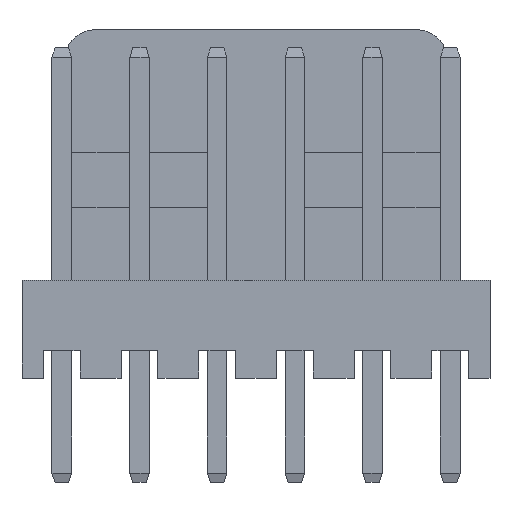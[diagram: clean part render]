
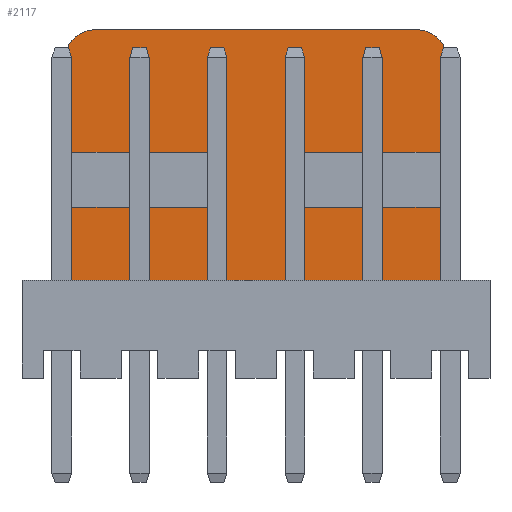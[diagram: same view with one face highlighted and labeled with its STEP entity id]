
A CAD part, top view. The second image highlights one B-rep face of the part: STEP entity #2117.
In plain terms, the highlighted planar face has unit normal (0, 0, 1).
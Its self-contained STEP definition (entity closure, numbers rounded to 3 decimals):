
#139=DIRECTION('',(1.,0.,0.));
#140=VECTOR('',#139,12.5);
#141=CARTESIAN_POINT('',(-6.25,0.,0.85));
#142=LINE('',#141,#140);
#251=DIRECTION('',(0.,-1.,0.));
#252=VECTOR('',#251,1.8);
#253=CARTESIAN_POINT('',(1.45,4.2,0.85));
#254=LINE('',#253,#252);
#255=DIRECTION('',(-1.,0.,0.));
#256=VECTOR('',#255,4.8);
#257=CARTESIAN_POINT('',(6.25,2.4,0.85));
#258=LINE('',#257,#256);
#259=DIRECTION('',(0.,1.,0.));
#260=VECTOR('',#259,2.4);
#261=CARTESIAN_POINT('',(6.25,0.,0.85));
#262=LINE('',#261,#260);
#263=DIRECTION('',(0.,-1.,0.));
#264=VECTOR('',#263,2.4);
#265=CARTESIAN_POINT('',(-6.25,2.4,0.85));
#266=LINE('',#265,#264);
#267=DIRECTION('',(1.,0.,0.));
#268=VECTOR('',#267,4.8);
#269=CARTESIAN_POINT('',(-6.25,2.4,0.85));
#270=LINE('',#269,#268);
#271=DIRECTION('',(0.,1.,0.));
#272=VECTOR('',#271,1.8);
#273=CARTESIAN_POINT('',(-1.45,2.4,0.85));
#274=LINE('',#273,#272);
#275=DIRECTION('',(1.,0.,0.));
#276=VECTOR('',#275,4.8);
#277=CARTESIAN_POINT('',(-6.25,4.2,0.85));
#278=LINE('',#277,#276);
#279=DIRECTION('',(0.,-1.,0.));
#280=VECTOR('',#279,3.);
#281=CARTESIAN_POINT('',(-6.25,7.2,0.85));
#282=LINE('',#281,#280);
#283=CARTESIAN_POINT('',(-5.25,7.2,0.85));
#284=DIRECTION('',(0.,0.,1.));
#285=DIRECTION('',(0.,1.,0.));
#286=AXIS2_PLACEMENT_3D('',#283,#284,#285);
#288=DIRECTION('',(-1.,0.,0.));
#289=VECTOR('',#288,10.5);
#290=CARTESIAN_POINT('',(5.25,8.2,0.85));
#291=LINE('',#290,#289);
#292=CARTESIAN_POINT('',(5.25,7.2,0.85));
#293=DIRECTION('',(0.,0.,1.));
#294=DIRECTION('',(1.,0.,0.));
#295=AXIS2_PLACEMENT_3D('',#292,#293,#294);
#297=DIRECTION('',(0.,1.,0.));
#298=VECTOR('',#297,3.);
#299=CARTESIAN_POINT('',(6.25,4.2,0.85));
#300=LINE('',#299,#298);
#301=DIRECTION('',(-1.,0.,0.));
#302=VECTOR('',#301,4.8);
#303=CARTESIAN_POINT('',(6.25,4.2,0.85));
#304=LINE('',#303,#302);
#1589=CARTESIAN_POINT('',(6.25,7.2,0.85));
#1590=CARTESIAN_POINT('',(5.25,8.2,0.85));
#1591=VERTEX_POINT('',#1589);
#1592=VERTEX_POINT('',#1590);
#1593=CARTESIAN_POINT('',(-5.25,8.2,0.85));
#1594=VERTEX_POINT('',#1593);
#1595=CARTESIAN_POINT('',(-6.25,7.2,0.85));
#1596=VERTEX_POINT('',#1595);
#1597=CARTESIAN_POINT('',(-6.25,0.,0.85));
#1598=CARTESIAN_POINT('',(6.25,0.,0.85));
#1599=VERTEX_POINT('',#1597);
#1600=VERTEX_POINT('',#1598);
#1621=CARTESIAN_POINT('',(1.45,4.2,0.85));
#1622=CARTESIAN_POINT('',(1.45,2.4,0.85));
#1623=VERTEX_POINT('',#1621);
#1624=VERTEX_POINT('',#1622);
#1625=CARTESIAN_POINT('',(6.25,2.4,0.85));
#1626=VERTEX_POINT('',#1625);
#1627=CARTESIAN_POINT('',(6.25,4.2,0.85));
#1628=VERTEX_POINT('',#1627);
#1629=CARTESIAN_POINT('',(-6.25,4.2,0.85));
#1630=CARTESIAN_POINT('',(-1.45,4.2,0.85));
#1631=VERTEX_POINT('',#1629);
#1632=VERTEX_POINT('',#1630);
#1633=CARTESIAN_POINT('',(-6.25,2.4,0.85));
#1634=CARTESIAN_POINT('',(-1.45,2.4,0.85));
#1635=VERTEX_POINT('',#1633);
#1636=VERTEX_POINT('',#1634);
#2083=CARTESIAN_POINT('',(0.,0.,0.85));
#2084=DIRECTION('',(0.,0.,1.));
#2085=DIRECTION('',(1.,0.,0.));
#2086=AXIS2_PLACEMENT_3D('',#2083,#2084,#2085);
#2087=PLANE('',#2086);
#2089=ORIENTED_EDGE('',*,*,#2088,.T.);
#2091=ORIENTED_EDGE('',*,*,#2090,.F.);
#2093=ORIENTED_EDGE('',*,*,#2092,.F.);
#2094=ORIENTED_EDGE('',*,*,#2006,.F.);
#2096=ORIENTED_EDGE('',*,*,#2095,.F.);
#2098=ORIENTED_EDGE('',*,*,#2097,.T.);
#2100=ORIENTED_EDGE('',*,*,#2099,.T.);
#2102=ORIENTED_EDGE('',*,*,#2101,.F.);
#2104=ORIENTED_EDGE('',*,*,#2103,.F.);
#2106=ORIENTED_EDGE('',*,*,#2105,.F.);
#2108=ORIENTED_EDGE('',*,*,#2107,.F.);
#2110=ORIENTED_EDGE('',*,*,#2109,.F.);
#2112=ORIENTED_EDGE('',*,*,#2111,.F.);
#2114=ORIENTED_EDGE('',*,*,#2113,.T.);
#2115=EDGE_LOOP('',(#2089,#2091,#2093,#2094,#2096,#2098,#2100,#2102,#2104,#2106,
#2108,#2110,#2112,#2114));
#2116=FACE_OUTER_BOUND('',#2115,.F.);
#287=CIRCLE('',#286,1.);
#296=CIRCLE('',#295,1.);
#2006=EDGE_CURVE('',#1599,#1600,#142,.T.);
#2088=EDGE_CURVE('',#1623,#1624,#254,.T.);
#2090=EDGE_CURVE('',#1626,#1624,#258,.T.);
#2092=EDGE_CURVE('',#1600,#1626,#262,.T.);
#2095=EDGE_CURVE('',#1635,#1599,#266,.T.);
#2097=EDGE_CURVE('',#1635,#1636,#270,.T.);
#2099=EDGE_CURVE('',#1636,#1632,#274,.T.);
#2101=EDGE_CURVE('',#1631,#1632,#278,.T.);
#2103=EDGE_CURVE('',#1596,#1631,#282,.T.);
#2105=EDGE_CURVE('',#1594,#1596,#287,.T.);
#2107=EDGE_CURVE('',#1592,#1594,#291,.T.);
#2109=EDGE_CURVE('',#1591,#1592,#296,.T.);
#2111=EDGE_CURVE('',#1628,#1591,#300,.T.);
#2113=EDGE_CURVE('',#1628,#1623,#304,.T.);
#2117=ADVANCED_FACE('',(#2116),#2087,.T.);
